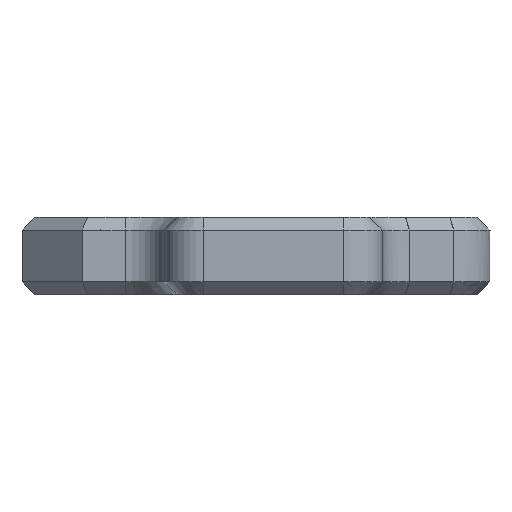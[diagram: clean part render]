
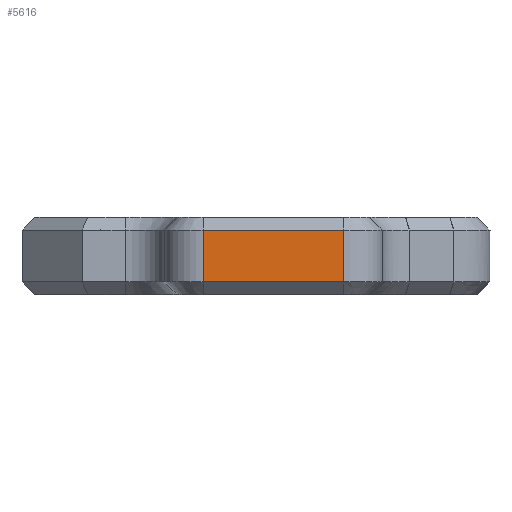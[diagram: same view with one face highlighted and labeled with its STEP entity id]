
A CAD part, left-side view. The second image highlights one B-rep face of the part: STEP entity #5616.
In plain terms, the highlighted planar face has unit normal (-1, 0, 0).
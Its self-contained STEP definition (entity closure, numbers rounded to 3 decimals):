
#426=PLANE('',#5991);
#639=FACE_OUTER_BOUND('',#991,.T.);
#991=EDGE_LOOP('',(#4230,#4231,#4232,#4233));
#1382=LINE('',#8342,#1920);
#1410=LINE('',#8435,#1948);
#1413=LINE('',#8444,#1951);
#1423=LINE('',#8495,#1961);
#1920=VECTOR('',#6472,10.);
#1948=VECTOR('',#6542,3.);
#1951=VECTOR('',#6551,10.);
#1961=VECTOR('',#6579,10.);
#2622=VERTEX_POINT('',#8336);
#2623=VERTEX_POINT('',#8340);
#2644=VERTEX_POINT('',#8434);
#2647=VERTEX_POINT('',#8442);
#3196=EDGE_CURVE('',#2622,#2623,#1382,.T.);
#3232=EDGE_CURVE('',#2644,#2623,#1410,.T.);
#3237=EDGE_CURVE('',#2647,#2622,#1413,.T.);
#3253=EDGE_CURVE('',#2644,#2647,#1423,.T.);
#4230=ORIENTED_EDGE('',*,*,#3196,.F.);
#4231=ORIENTED_EDGE('',*,*,#3237,.F.);
#4232=ORIENTED_EDGE('',*,*,#3253,.F.);
#4233=ORIENTED_EDGE('',*,*,#3232,.T.);
#5616=ADVANCED_FACE('',(#639),#426,.T.);
#5991=AXIS2_PLACEMENT_3D('',#8494,#6577,#6578);
#6472=DIRECTION('',(0.,1.,0.));
#6542=DIRECTION('',(0.,0.,-1.));
#6551=DIRECTION('',(0.,0.,-1.));
#6577=DIRECTION('center_axis',(-1.,0.,0.));
#6578=DIRECTION('ref_axis',(0.,1.,0.));
#6579=DIRECTION('',(0.,-1.,0.));
#8336=CARTESIAN_POINT('',(-48.71,10.478,49.15));
#8340=CARTESIAN_POINT('',(-48.71,21.3,49.15));
#8342=CARTESIAN_POINT('',(-48.71,6.543,49.15));
#8434=CARTESIAN_POINT('',(-48.71,21.3,53.15));
#8435=CARTESIAN_POINT('',(-48.71,21.3,54.15));
#8442=CARTESIAN_POINT('',(-48.71,10.478,53.15));
#8444=CARTESIAN_POINT('',(-48.71,10.478,54.15));
#8494=CARTESIAN_POINT('Origin',(-48.71,7.478,54.15));
#8495=CARTESIAN_POINT('',(-48.71,11.234,53.15));
